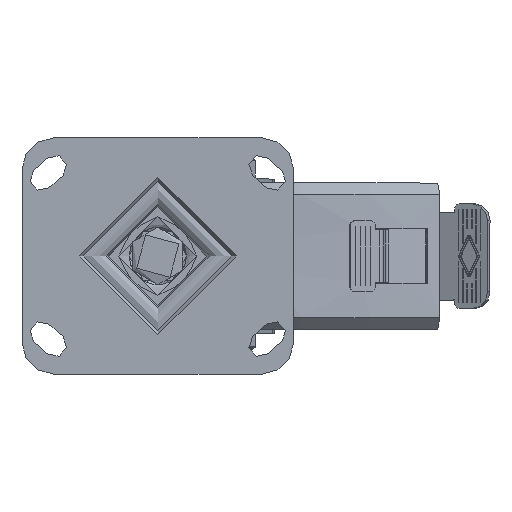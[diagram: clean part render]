
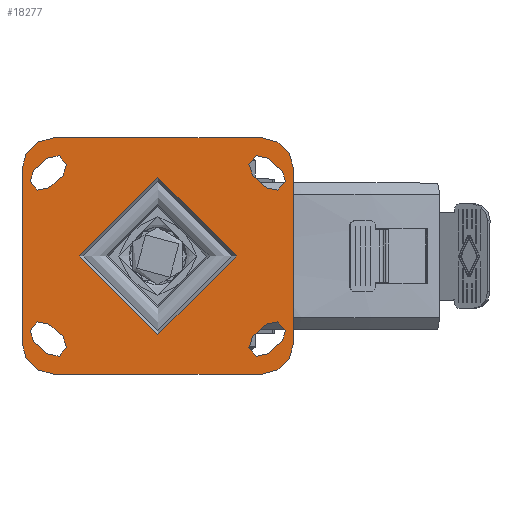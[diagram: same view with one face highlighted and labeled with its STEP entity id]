
A CAD part, top view. The second image highlights one B-rep face of the part: STEP entity #18277.
In plain terms, the highlighted face is planar.
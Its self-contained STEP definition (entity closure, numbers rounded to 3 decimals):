
#1951=LINE('',#31246,#3314);
#1952=LINE('',#31250,#3315);
#1953=LINE('',#31254,#3316);
#1954=LINE('',#31258,#3317);
#1955=LINE('',#31262,#3318);
#1956=LINE('',#31266,#3319);
#1957=LINE('',#31272,#3320);
#1958=LINE('',#31275,#3321);
#1959=LINE('',#31280,#3322);
#1960=LINE('',#31283,#3323);
#1961=LINE('',#31286,#3324);
#1962=LINE('',#31290,#3325);
#3314=VECTOR('',#23882,83.);
#3315=VECTOR('',#23885,100.);
#3316=VECTOR('',#23888,83.);
#3317=VECTOR('',#23891,100.);
#3318=VECTOR('',#23894,9.031);
#3319=VECTOR('',#23897,9.031);
#3320=VECTOR('',#23902,9.031);
#3321=VECTOR('',#23905,9.031);
#3322=VECTOR('',#23908,9.031);
#3323=VECTOR('',#23911,9.031);
#3324=VECTOR('',#23912,9.031);
#3325=VECTOR('',#23915,9.031);
#4465=FACE_BOUND('',#6506,.T.);
#4466=FACE_BOUND('',#6507,.T.);
#4467=FACE_BOUND('',#6508,.T.);
#4468=FACE_BOUND('',#6509,.T.);
#4469=FACE_BOUND('',#6510,.T.);
#4673=PLANE('',#20655);
#5373=FACE_OUTER_BOUND('',#6505,.T.);
#6505=EDGE_LOOP('',(#14099,#14100,#14101,#14102,#14103,#14104,#14105,#14106));
#6506=EDGE_LOOP('',(#14107,#14108,#14109,#14110));
#6507=EDGE_LOOP('',(#14111,#14112,#14113,#14114));
#6508=EDGE_LOOP('',(#14115,#14116,#14117,#14118));
#6509=EDGE_LOOP('',(#14119,#14120,#14121,#14122));
#6510=EDGE_LOOP('',(#14123));
#7673=CIRCLE('',#20654,37.675);
#7674=CIRCLE('',#20656,15.);
#7675=CIRCLE('',#20657,15.);
#7676=CIRCLE('',#20658,15.);
#7677=CIRCLE('',#20659,15.);
#7678=CIRCLE('',#20660,5.5);
#7679=CIRCLE('',#20661,5.5);
#7680=CIRCLE('',#20662,5.5);
#7681=CIRCLE('',#20663,5.5);
#7682=CIRCLE('',#20664,5.5);
#7683=CIRCLE('',#20665,5.5);
#7684=CIRCLE('',#20666,5.5);
#7685=CIRCLE('',#20667,5.5);
#8672=VERTEX_POINT('',#31240);
#8673=VERTEX_POINT('',#31244);
#8674=VERTEX_POINT('',#31245);
#8675=VERTEX_POINT('',#31247);
#8676=VERTEX_POINT('',#31249);
#8677=VERTEX_POINT('',#31251);
#8678=VERTEX_POINT('',#31253);
#8679=VERTEX_POINT('',#31255);
#8680=VERTEX_POINT('',#31257);
#8681=VERTEX_POINT('',#31260);
#8682=VERTEX_POINT('',#31261);
#8683=VERTEX_POINT('',#31263);
#8684=VERTEX_POINT('',#31265);
#8685=VERTEX_POINT('',#31268);
#8686=VERTEX_POINT('',#31269);
#8687=VERTEX_POINT('',#31271);
#8688=VERTEX_POINT('',#31273);
#8689=VERTEX_POINT('',#31276);
#8690=VERTEX_POINT('',#31277);
#8691=VERTEX_POINT('',#31279);
#8692=VERTEX_POINT('',#31281);
#8693=VERTEX_POINT('',#31284);
#8694=VERTEX_POINT('',#31285);
#8695=VERTEX_POINT('',#31287);
#8696=VERTEX_POINT('',#31289);
#10669=EDGE_CURVE('',#8672,#8672,#7673,.T.);
#10670=EDGE_CURVE('',#8673,#8674,#1951,.T.);
#10671=EDGE_CURVE('',#8675,#8673,#7674,.T.);
#10672=EDGE_CURVE('',#8676,#8675,#1952,.T.);
#10673=EDGE_CURVE('',#8677,#8676,#7675,.T.);
#10674=EDGE_CURVE('',#8678,#8677,#1953,.T.);
#10675=EDGE_CURVE('',#8679,#8678,#7676,.T.);
#10676=EDGE_CURVE('',#8680,#8679,#1954,.T.);
#10677=EDGE_CURVE('',#8674,#8680,#7677,.T.);
#10678=EDGE_CURVE('',#8681,#8682,#1955,.T.);
#10679=EDGE_CURVE('',#8683,#8681,#7678,.T.);
#10680=EDGE_CURVE('',#8684,#8683,#1956,.T.);
#10681=EDGE_CURVE('',#8682,#8684,#7679,.T.);
#10682=EDGE_CURVE('',#8685,#8686,#7680,.T.);
#10683=EDGE_CURVE('',#8687,#8685,#1957,.T.);
#10684=EDGE_CURVE('',#8688,#8687,#7681,.T.);
#10685=EDGE_CURVE('',#8686,#8688,#1958,.T.);
#10686=EDGE_CURVE('',#8689,#8690,#7682,.T.);
#10687=EDGE_CURVE('',#8691,#8689,#1959,.T.);
#10688=EDGE_CURVE('',#8692,#8691,#7683,.T.);
#10689=EDGE_CURVE('',#8690,#8692,#1960,.T.);
#10690=EDGE_CURVE('',#8693,#8694,#1961,.T.);
#10691=EDGE_CURVE('',#8695,#8693,#7684,.T.);
#10692=EDGE_CURVE('',#8696,#8695,#1962,.T.);
#10693=EDGE_CURVE('',#8694,#8696,#7685,.T.);
#14099=ORIENTED_EDGE('',*,*,#10670,.F.);
#14100=ORIENTED_EDGE('',*,*,#10671,.F.);
#14101=ORIENTED_EDGE('',*,*,#10672,.F.);
#14102=ORIENTED_EDGE('',*,*,#10673,.F.);
#14103=ORIENTED_EDGE('',*,*,#10674,.F.);
#14104=ORIENTED_EDGE('',*,*,#10675,.F.);
#14105=ORIENTED_EDGE('',*,*,#10676,.F.);
#14106=ORIENTED_EDGE('',*,*,#10677,.F.);
#14107=ORIENTED_EDGE('',*,*,#10678,.F.);
#14108=ORIENTED_EDGE('',*,*,#10679,.F.);
#14109=ORIENTED_EDGE('',*,*,#10680,.F.);
#14110=ORIENTED_EDGE('',*,*,#10681,.F.);
#14111=ORIENTED_EDGE('',*,*,#10682,.F.);
#14112=ORIENTED_EDGE('',*,*,#10683,.F.);
#14113=ORIENTED_EDGE('',*,*,#10684,.F.);
#14114=ORIENTED_EDGE('',*,*,#10685,.F.);
#14115=ORIENTED_EDGE('',*,*,#10686,.F.);
#14116=ORIENTED_EDGE('',*,*,#10687,.F.);
#14117=ORIENTED_EDGE('',*,*,#10688,.F.);
#14118=ORIENTED_EDGE('',*,*,#10689,.F.);
#14119=ORIENTED_EDGE('',*,*,#10690,.F.);
#14120=ORIENTED_EDGE('',*,*,#10691,.F.);
#14121=ORIENTED_EDGE('',*,*,#10692,.F.);
#14122=ORIENTED_EDGE('',*,*,#10693,.F.);
#14123=ORIENTED_EDGE('',*,*,#10669,.F.);
#18277=ADVANCED_FACE('',(#5373,#4465,#4466,#4467,#4468,#4469),#4673,.T.);
#20654=AXIS2_PLACEMENT_3D('',#31242,#23878,#23879);
#20655=AXIS2_PLACEMENT_3D('',#31243,#23880,#23881);
#20656=AXIS2_PLACEMENT_3D('',#31248,#23883,#23884);
#20657=AXIS2_PLACEMENT_3D('',#31252,#23886,#23887);
#20658=AXIS2_PLACEMENT_3D('',#31256,#23889,#23890);
#20659=AXIS2_PLACEMENT_3D('',#31259,#23892,#23893);
#20660=AXIS2_PLACEMENT_3D('',#31264,#23895,#23896);
#20661=AXIS2_PLACEMENT_3D('',#31267,#23898,#23899);
#20662=AXIS2_PLACEMENT_3D('',#31270,#23900,#23901);
#20663=AXIS2_PLACEMENT_3D('',#31274,#23903,#23904);
#20664=AXIS2_PLACEMENT_3D('',#31278,#23906,#23907);
#20665=AXIS2_PLACEMENT_3D('',#31282,#23909,#23910);
#20666=AXIS2_PLACEMENT_3D('',#31288,#23913,#23914);
#20667=AXIS2_PLACEMENT_3D('',#31291,#23916,#23917);
#23878=DIRECTION('center_axis',(-1.,0.,0.));
#23879=DIRECTION('ref_axis',(0.,0.,-1.));
#23880=DIRECTION('center_axis',(-1.,0.,0.));
#23881=DIRECTION('ref_axis',(0.,0.,-1.));
#23882=DIRECTION('',(0.,-1.,0.));
#23883=DIRECTION('center_axis',(1.,0.,0.));
#23884=DIRECTION('ref_axis',(0.,1.,0.));
#23885=DIRECTION('',(0.,0.,1.));
#23886=DIRECTION('center_axis',(1.,0.,0.));
#23887=DIRECTION('ref_axis',(0.,0.,-1.));
#23888=DIRECTION('',(0.,1.,0.));
#23889=DIRECTION('center_axis',(1.,0.,0.));
#23890=DIRECTION('ref_axis',(0.,-1.,0.));
#23891=DIRECTION('',(0.,0.,-1.));
#23892=DIRECTION('center_axis',(1.,0.,0.));
#23893=DIRECTION('ref_axis',(0.,0.,1.));
#23894=DIRECTION('',(0.,0.664,0.747));
#23895=DIRECTION('center_axis',(-1.,0.,0.));
#23896=DIRECTION('ref_axis',(0.,0.,-1.));
#23897=DIRECTION('',(0.,-0.664,-0.747));
#23898=DIRECTION('center_axis',(-1.,0.,0.));
#23899=DIRECTION('ref_axis',(0.,0.,1.));
#23900=DIRECTION('center_axis',(-1.,0.,0.));
#23901=DIRECTION('ref_axis',(0.,0.747,0.664));
#23902=DIRECTION('',(0.,0.664,-0.747));
#23903=DIRECTION('center_axis',(-1.,0.,0.));
#23904=DIRECTION('ref_axis',(0.,0.,1.));
#23905=DIRECTION('',(0.,-0.664,0.747));
#23906=DIRECTION('center_axis',(-1.,0.,0.));
#23907=DIRECTION('ref_axis',(0.,-0.747,-0.664));
#23908=DIRECTION('',(0.,-0.664,0.747));
#23909=DIRECTION('center_axis',(-1.,0.,0.));
#23910=DIRECTION('ref_axis',(0.,0.,-1.));
#23911=DIRECTION('',(0.,0.664,-0.747));
#23912=DIRECTION('',(0.,-0.664,-0.747));
#23913=DIRECTION('center_axis',(-1.,0.,0.));
#23914=DIRECTION('ref_axis',(0.,0.,1.));
#23915=DIRECTION('',(0.,0.664,0.747));
#23916=DIRECTION('center_axis',(-1.,0.,0.));
#23917=DIRECTION('ref_axis',(0.,0.,-1.));
#31240=CARTESIAN_POINT('',(1.,0.,37.675));
#31242=CARTESIAN_POINT('Origin',(1.,0.,0.));
#31243=CARTESIAN_POINT('Origin',(1.,0.,0.));
#31244=CARTESIAN_POINT('',(1.,41.5,65.));
#31245=CARTESIAN_POINT('',(1.,-41.5,65.));
#31246=CARTESIAN_POINT('',(1.,41.5,65.));
#31247=CARTESIAN_POINT('',(1.,56.5,50.));
#31248=CARTESIAN_POINT('Origin',(1.,41.5,50.));
#31249=CARTESIAN_POINT('',(1.,56.5,-50.));
#31250=CARTESIAN_POINT('',(1.,56.5,-50.));
#31251=CARTESIAN_POINT('',(1.,41.5,-65.));
#31252=CARTESIAN_POINT('Origin',(1.,41.5,-50.));
#31253=CARTESIAN_POINT('',(1.,-41.5,-65.));
#31254=CARTESIAN_POINT('',(1.,-41.5,-65.));
#31255=CARTESIAN_POINT('',(1.,-56.5,-50.));
#31256=CARTESIAN_POINT('Origin',(1.,-41.5,-50.));
#31257=CARTESIAN_POINT('',(1.,-56.5,50.));
#31258=CARTESIAN_POINT('',(1.,-56.5,50.));
#31259=CARTESIAN_POINT('Origin',(1.,-41.5,50.));
#31260=CARTESIAN_POINT('',(1.,32.639,-52.096));
#31261=CARTESIAN_POINT('',(1.,38.639,-45.346));
#31262=CARTESIAN_POINT('',(1.,32.639,-52.096));
#31263=CARTESIAN_POINT('',(1.,40.861,-59.404));
#31264=CARTESIAN_POINT('Origin',(1.,36.75,-55.75));
#31265=CARTESIAN_POINT('',(1.,46.861,-52.654));
#31266=CARTESIAN_POINT('',(1.,46.861,-52.654));
#31267=CARTESIAN_POINT('Origin',(1.,42.75,-49.));
#31268=CARTESIAN_POINT('',(1.,46.861,52.654));
#31269=CARTESIAN_POINT('',(1.,38.639,45.346));
#31270=CARTESIAN_POINT('Origin',(1.,42.75,49.));
#31271=CARTESIAN_POINT('',(1.,40.861,59.404));
#31272=CARTESIAN_POINT('',(1.,40.861,59.404));
#31273=CARTESIAN_POINT('',(1.,32.639,52.096));
#31274=CARTESIAN_POINT('Origin',(1.,36.75,55.75));
#31275=CARTESIAN_POINT('',(1.,38.639,45.346));
#31276=CARTESIAN_POINT('',(1.,-46.861,-52.654));
#31277=CARTESIAN_POINT('',(1.,-38.639,-45.346));
#31278=CARTESIAN_POINT('Origin',(1.,-42.75,-49.));
#31279=CARTESIAN_POINT('',(1.,-40.861,-59.404));
#31280=CARTESIAN_POINT('',(1.,-40.861,-59.404));
#31281=CARTESIAN_POINT('',(1.,-32.639,-52.096));
#31282=CARTESIAN_POINT('Origin',(1.,-36.75,-55.75));
#31283=CARTESIAN_POINT('',(1.,-38.639,-45.346));
#31284=CARTESIAN_POINT('',(1.,-32.639,52.096));
#31285=CARTESIAN_POINT('',(1.,-38.639,45.346));
#31286=CARTESIAN_POINT('',(1.,-32.639,52.096));
#31287=CARTESIAN_POINT('',(1.,-40.861,59.404));
#31288=CARTESIAN_POINT('Origin',(1.,-36.75,55.75));
#31289=CARTESIAN_POINT('',(1.,-46.861,52.654));
#31290=CARTESIAN_POINT('',(1.,-46.861,52.654));
#31291=CARTESIAN_POINT('Origin',(1.,-42.75,49.));
